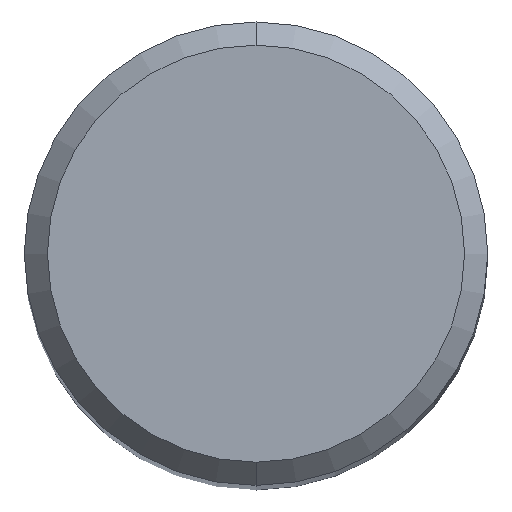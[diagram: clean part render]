
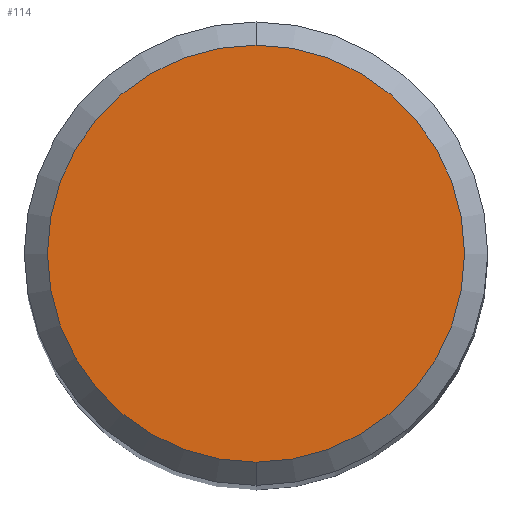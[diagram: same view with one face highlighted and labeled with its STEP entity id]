
A CAD part, top view. The second image highlights one B-rep face of the part: STEP entity #114.
In plain terms, the highlighted planar face has unit normal (0, 0, 1).
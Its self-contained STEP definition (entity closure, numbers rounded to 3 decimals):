
#94=VERTEX_POINT('',#231);
#100=EDGE_CURVE('',#122,#94,#237,.T.);
#114=ADVANCED_FACE('',(#253),#254,.T.);
#122=VERTEX_POINT('',#262);
#202=EDGE_CURVE('',#94,#122,#354,.T.);
#231=CARTESIAN_POINT('',(0.0,4.5,0.01));
#237=CIRCLE('',#386,4.5);
#253=FACE_OUTER_BOUND('',#407,.T.);
#254=PLANE('',#408);
#262=CARTESIAN_POINT('',(0.,-4.5,0.01));
#354=CIRCLE('',#531,4.5);
#386=AXIS2_PLACEMENT_3D('',#546,#547,#548);
#407=EDGE_LOOP('',(#571,#572));
#408=AXIS2_PLACEMENT_3D('',#573,#574,#575);
#531=AXIS2_PLACEMENT_3D('',#702,#703,#704);
#546=CARTESIAN_POINT('',(0.0,0.0,0.01));
#547=DIRECTION('',(0.0,0.0,-1.0));
#548=DIRECTION('',(0.0,1.0,0.0));
#571=ORIENTED_EDGE('',*,*,#202,.F.);
#572=ORIENTED_EDGE('',*,*,#100,.F.);
#573=CARTESIAN_POINT('',(0.0,2.25,0.01));
#574=DIRECTION('',(-0.0,0.0,1.0));
#575=DIRECTION('',(0.0,-1.0,0.0));
#702=CARTESIAN_POINT('',(0.0,0.0,0.01));
#703=DIRECTION('',(0.0,0.0,-1.0));
#704=DIRECTION('',(0.0,1.0,0.0));
